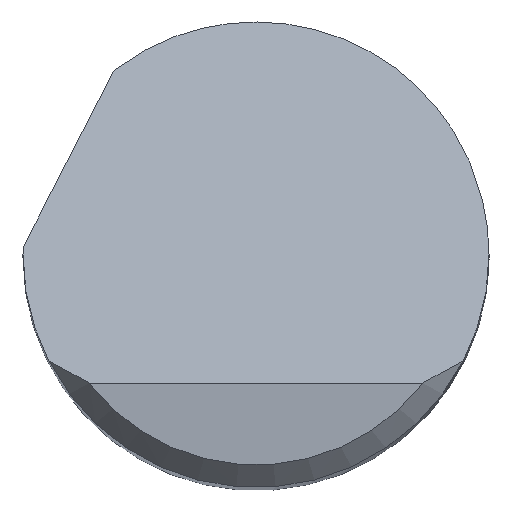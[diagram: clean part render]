
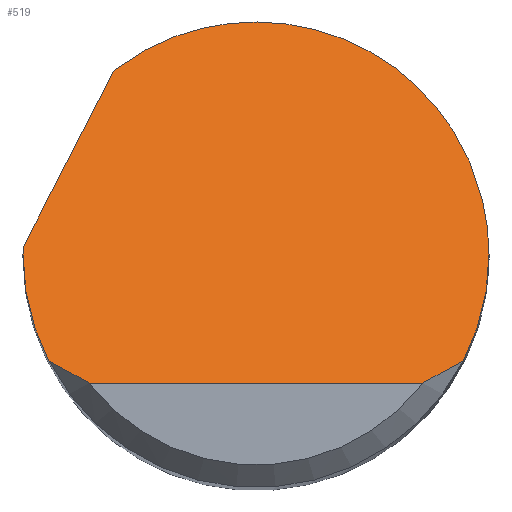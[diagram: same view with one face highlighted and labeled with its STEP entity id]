
A CAD part, top view. The second image highlights one B-rep face of the part: STEP entity #519.
In plain terms, the highlighted planar face has unit normal (0, 0.707, 0.707).
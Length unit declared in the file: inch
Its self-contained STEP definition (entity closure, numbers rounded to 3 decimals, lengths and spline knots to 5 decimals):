
#5 = CARTESIAN_POINT ( 'NONE',  ( -0.13906, -0.07125, 1.985 ) ) ;
#26 = CARTESIAN_POINT ( 'NONE',  ( 0.15625, 0.1488, 1.76495 ) ) ;
#31 =( BOUNDED_CURVE ( )  B_SPLINE_CURVE ( 3, ( #123, #669, #368, #141 ),
 .UNSPECIFIED., .F., .T. ) 
 B_SPLINE_CURVE_WITH_KNOTS ( ( 4, 4 ),
 ( 4.71239, 4.74439 ),
 .UNSPECIFIED. ) 
 CURVE ( )  GEOMETRIC_REPRESENTATION_ITEM ( )  RATIONAL_B_SPLINE_CURVE ( ( 1., 1., 1., 1. ) ) 
 REPRESENTATION_ITEM ( '' )  );
#44 = AXIS2_PLACEMENT_3D ( 'NONE', #581, #755, #148 ) ;
#50 = VERTEX_POINT ( 'NONE', #442 ) ;
#56 = CARTESIAN_POINT ( 'NONE',  ( 0.15041, -0.04909, 1.96284 ) ) ;
#69 = CARTESIAN_POINT ( 'NONE',  ( -0.15625, -0.02489, 1.93864 ) ) ;
#83 = EDGE_CURVE ( 'NONE', #768, #290, #774, .T. ) ;
#96 = CARTESIAN_POINT ( 'NONE',  ( -0.09521, 0.12389, 1.78986 ) ) ;
#106 = VERTEX_POINT ( 'NONE', #216 ) ;
#123 = CARTESIAN_POINT ( 'NONE',  ( -0.15625, 0., 1.91375 ) ) ;
#131 = CARTESIAN_POINT ( 'NONE',  ( 0.13906, -0.07125, 1.985 ) ) ;
#134 = CARTESIAN_POINT ( 'NONE',  ( 0.15625, -0.02489, 1.93864 ) ) ;
#140 = B_SPLINE_CURVE_WITH_KNOTS ( 'NONE', 3,
 ( #5, #253, #379, #360 ),
 .UNSPECIFIED., .F., .F.,
 ( 4, 4 ),
 ( 0., 0.00088 ),
 .UNSPECIFIED. ) ;
#141 = CARTESIAN_POINT ( 'NONE',  ( -0.15617, 0.005, 1.90875 ) ) ;
#148 = DIRECTION ( 'NONE',  ( 0., 0.707, -0.707 ) ) ;
#156 = EDGE_CURVE ( 'NONE', #458, #50, #765, .T. ) ;
#157 = FACE_OUTER_BOUND ( 'NONE', #194, .T. ) ;
#160 = CARTESIAN_POINT ( 'NONE',  ( 0.02277, 0.21456, 1.69919 ) ) ;
#182 = LINE ( 'NONE', #551, #251 ) ;
#188 = CARTESIAN_POINT ( 'NONE',  ( -0.15617, 0.005, 1.90875 ) ) ;
#193 = CARTESIAN_POINT ( 'NONE',  ( 0.13035, -0.07657, 1.99032 ) ) ;
#194 = EDGE_LOOP ( 'NONE', ( #499, #380, #369, #617, #734, #600, #660, #753 ) ) ;
#207 = VERTEX_POINT ( 'NONE', #188 ) ;
#216 = CARTESIAN_POINT ( 'NONE',  ( -0.13906, -0.07125, 1.985 ) ) ;
#220 = CARTESIAN_POINT ( 'NONE',  ( -0.15625, 0., 1.91375 ) ) ;
#251 = VECTOR ( 'NONE', #436, 39.37008 ) ;
#253 = CARTESIAN_POINT ( 'NONE',  ( -0.13035, -0.07657, 1.99032 ) ) ;
#267 = CARTESIAN_POINT ( 'NONE',  ( -0.11186, -0.08625, 2. ) ) ;
#277 = CARTESIAN_POINT ( 'NONE',  ( 0.15625, 0., 1.91375 ) ) ;
#290 = VERTEX_POINT ( 'NONE', #384 ) ;
#295 = LINE ( 'NONE', #597, #602 ) ;
#307 = CARTESIAN_POINT ( 'NONE',  ( -0.13906, -0.07125, 1.985 ) ) ;
#359 = CARTESIAN_POINT ( 'NONE',  ( -0.09521, 0.12389, 1.78986 ) ) ;
#360 = CARTESIAN_POINT ( 'NONE',  ( -0.11186, -0.08625, 2. ) ) ;
#368 = CARTESIAN_POINT ( 'NONE',  ( -0.15622, 0.00333, 1.91042 ) ) ;
#369 = ORIENTED_EDGE ( 'NONE', *, *, #407, .F. ) ;
#370 = EDGE_CURVE ( 'NONE', #106, #627, #392, .T. ) ;
#371 = CARTESIAN_POINT ( 'NONE',  ( 0.15625, 0., 1.91375 ) ) ;
#379 = CARTESIAN_POINT ( 'NONE',  ( -0.12131, -0.0816, 1.99535 ) ) ;
#380 = ORIENTED_EDGE ( 'NONE', *, *, #156, .T. ) ;
#384 = CARTESIAN_POINT ( 'NONE',  ( 0.15625, 0., 1.91375 ) ) ;
#392 =( BOUNDED_CURVE ( )  B_SPLINE_CURVE ( 3, ( #307, #549, #69, #786 ),
 .UNSPECIFIED., .F., .T. ) 
 B_SPLINE_CURVE_WITH_KNOTS ( ( 4, 4 ),
 ( 4.23889, 4.71239 ),
 .UNSPECIFIED. ) 
 CURVE ( )  GEOMETRIC_REPRESENTATION_ITEM ( )  RATIONAL_B_SPLINE_CURVE ( ( 1., 0.981, 0.981, 1. ) ) 
 REPRESENTATION_ITEM ( '' )  );
#400 = EDGE_CURVE ( 'NONE', #481, #458, #182, .T. ) ;
#407 = EDGE_CURVE ( 'NONE', #290, #50, #479, .T. ) ;
#408 = EDGE_CURVE ( 'NONE', #106, #481, #140, .T. ) ;
#436 = DIRECTION ( 'NONE',  ( 1., 0., 0. ) ) ;
#442 = CARTESIAN_POINT ( 'NONE',  ( 0.13906, -0.07125, 1.985 ) ) ;
#458 = VERTEX_POINT ( 'NONE', #558 ) ;
#479 =( BOUNDED_CURVE ( )  B_SPLINE_CURVE ( 3, ( #371, #134, #56, #680 ),
 .UNSPECIFIED., .F., .T. ) 
 B_SPLINE_CURVE_WITH_KNOTS ( ( 4, 4 ),
 ( 1.5708, 2.04429 ),
 .UNSPECIFIED. ) 
 CURVE ( )  GEOMETRIC_REPRESENTATION_ITEM ( )  RATIONAL_B_SPLINE_CURVE ( ( 1., 0.981, 0.981, 1. ) ) 
 REPRESENTATION_ITEM ( '' )  );
#481 = VERTEX_POINT ( 'NONE', #267 ) ;
#499 = ORIENTED_EDGE ( 'NONE', *, *, #400, .T. ) ;
#519 = ADVANCED_FACE ( 'NONE', ( #157 ), #644, .F. ) ;
#549 = CARTESIAN_POINT ( 'NONE',  ( -0.15041, -0.04909, 1.96284 ) ) ;
#551 = CARTESIAN_POINT ( 'NONE',  ( 0., -0.08625, 2. ) ) ;
#558 = CARTESIAN_POINT ( 'NONE',  ( 0.11186, -0.08625, 2. ) ) ;
#581 = CARTESIAN_POINT ( 'NONE',  ( -0.15625, -0.08625, 2. ) ) ;
#597 = CARTESIAN_POINT ( 'NONE',  ( -0.19753, -0.07567, 1.98942 ) ) ;
#600 = ORIENTED_EDGE ( 'NONE', *, *, #738, .F. ) ;
#602 = VECTOR ( 'NONE', #775, 39.37008 ) ;
#617 = ORIENTED_EDGE ( 'NONE', *, *, #83, .F. ) ;
#627 = VERTEX_POINT ( 'NONE', #220 ) ;
#633 = CARTESIAN_POINT ( 'NONE',  ( 0.11186, -0.08625, 2. ) ) ;
#644 = PLANE ( 'NONE',  #44 ) ;
#660 = ORIENTED_EDGE ( 'NONE', *, *, #370, .F. ) ;
#663 = EDGE_CURVE ( 'NONE', #207, #768, #295, .T. ) ;
#669 = CARTESIAN_POINT ( 'NONE',  ( -0.15625, 0.00167, 1.91208 ) ) ;
#680 = CARTESIAN_POINT ( 'NONE',  ( 0.13906, -0.07125, 1.985 ) ) ;
#734 = ORIENTED_EDGE ( 'NONE', *, *, #663, .F. ) ;
#736 = CARTESIAN_POINT ( 'NONE',  ( 0.12131, -0.0816, 1.99535 ) ) ;
#738 = EDGE_CURVE ( 'NONE', #627, #207, #31, .T. ) ;
#753 = ORIENTED_EDGE ( 'NONE', *, *, #408, .T. ) ;
#755 = DIRECTION ( 'NONE',  ( 0., -0.707, -0.707 ) ) ;
#765 = B_SPLINE_CURVE_WITH_KNOTS ( 'NONE', 3,
 ( #633, #736, #193, #131 ),
 .UNSPECIFIED., .F., .F.,
 ( 4, 4 ),
 ( 0., 0.00088 ),
 .UNSPECIFIED. ) ;
#768 = VERTEX_POINT ( 'NONE', #359 ) ;
#774 =( BOUNDED_CURVE ( )  B_SPLINE_CURVE ( 3, ( #96, #160, #26, #277 ),
 .UNSPECIFIED., .F., .T. ) 
 B_SPLINE_CURVE_WITH_KNOTS ( ( 4, 4 ),
 ( 5.62792, 7.85398 ),
 .UNSPECIFIED. ) 
 CURVE ( )  GEOMETRIC_REPRESENTATION_ITEM ( )  RATIONAL_B_SPLINE_CURVE ( ( 1., 0.628, 0.628, 1. ) ) 
 REPRESENTATION_ITEM ( '' )  );
#775 = DIRECTION ( 'NONE',  ( 0.341, 0.665, -0.665 ) ) ;
#786 = CARTESIAN_POINT ( 'NONE',  ( -0.15625, 0., 1.91375 ) ) ;
